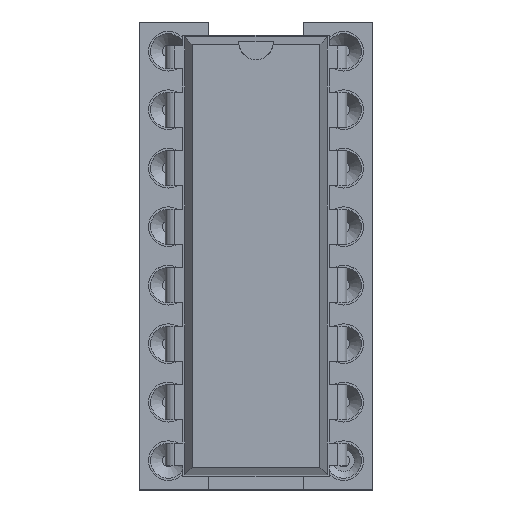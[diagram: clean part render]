
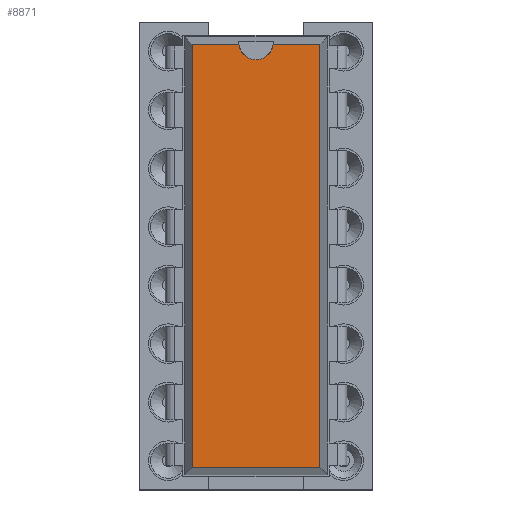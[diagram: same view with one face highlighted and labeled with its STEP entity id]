
A CAD part, top view. The second image highlights one B-rep face of the part: STEP entity #8871.
In plain terms, the highlighted planar face has unit normal (0, 0, 1).
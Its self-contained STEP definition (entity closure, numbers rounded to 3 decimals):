
#330=CIRCLE('',#9480,0.75);
#757=FACE_OUTER_BOUND('',#1272,.T.);
#1272=EDGE_LOOP('',(#6651,#6652,#6653,#6654,#6655,#6656));
#2017=LINE('',#13357,#2921);
#2156=LINE('',#13635,#3060);
#2158=LINE('',#13642,#3062);
#2168=LINE('',#13654,#3072);
#2305=LINE('',#13928,#3209);
#2921=VECTOR('',#10715,1.);
#3060=VECTOR('',#10952,1.);
#3062=VECTOR('',#10958,1.);
#3072=VECTOR('',#10970,1.);
#3209=VECTOR('',#11205,1.);
#3772=VERTEX_POINT('',#13354);
#3773=VERTEX_POINT('',#13356);
#3862=VERTEX_POINT('',#13632);
#3863=VERTEX_POINT('',#13634);
#3866=VERTEX_POINT('',#13640);
#3867=VERTEX_POINT('',#13652);
#4644=EDGE_CURVE('',#3773,#3772,#2017,.T.);
#4783=EDGE_CURVE('',#3863,#3862,#2156,.T.);
#4787=EDGE_CURVE('',#3772,#3866,#2158,.T.);
#4797=EDGE_CURVE('',#3862,#3867,#2168,.T.);
#4934=EDGE_CURVE('',#3867,#3773,#2305,.T.);
#4935=EDGE_CURVE('',#3866,#3863,#330,.T.);
#6651=ORIENTED_EDGE('',*,*,#4644,.T.);
#6652=ORIENTED_EDGE('',*,*,#4787,.T.);
#6653=ORIENTED_EDGE('',*,*,#4935,.T.);
#6654=ORIENTED_EDGE('',*,*,#4783,.T.);
#6655=ORIENTED_EDGE('',*,*,#4797,.T.);
#6656=ORIENTED_EDGE('',*,*,#4934,.T.);
#7964=PLANE('',#9479);
#8871=ADVANCED_FACE('',(#757),#7964,.F.);
#9479=AXIS2_PLACEMENT_3D('',#13929,#11206,#11207);
#9480=AXIS2_PLACEMENT_3D('',#13930,#11208,#11209);
#10715=DIRECTION('',(0.,1.,0.));
#10952=DIRECTION('',(-1.,0.,0.));
#10958=DIRECTION('',(-1.,0.,0.));
#10970=DIRECTION('',(0.,-1.,0.));
#11205=DIRECTION('',(1.,0.,0.));
#11206=DIRECTION('center_axis',(0.,0.,-1.));
#11207=DIRECTION('ref_axis',(-0.289,0.957,0.));
#11208=DIRECTION('center_axis',(0.,0.,-1.));
#11209=DIRECTION('ref_axis',(0.,-1.,0.));
#13354=CARTESIAN_POINT('',(6.586,0.3,3.68));
#13356=CARTESIAN_POINT('',(6.586,-18.08,3.68));
#13357=CARTESIAN_POINT('',(6.586,-18.08,3.68));
#13632=CARTESIAN_POINT('',(1.034,0.3,3.68));
#13634=CARTESIAN_POINT('',(3.064,0.3,3.68));
#13635=CARTESIAN_POINT('',(6.586,0.3,3.68));
#13640=CARTESIAN_POINT('',(4.556,0.3,3.68));
#13642=CARTESIAN_POINT('',(6.586,0.3,3.68));
#13652=CARTESIAN_POINT('',(1.034,-18.08,3.68));
#13654=CARTESIAN_POINT('',(1.034,0.3,3.68));
#13928=CARTESIAN_POINT('',(1.034,-18.08,3.68));
#13929=CARTESIAN_POINT('Origin',(6.586,-18.08,3.68));
#13930=CARTESIAN_POINT('Origin',(3.81,0.375,3.68));
